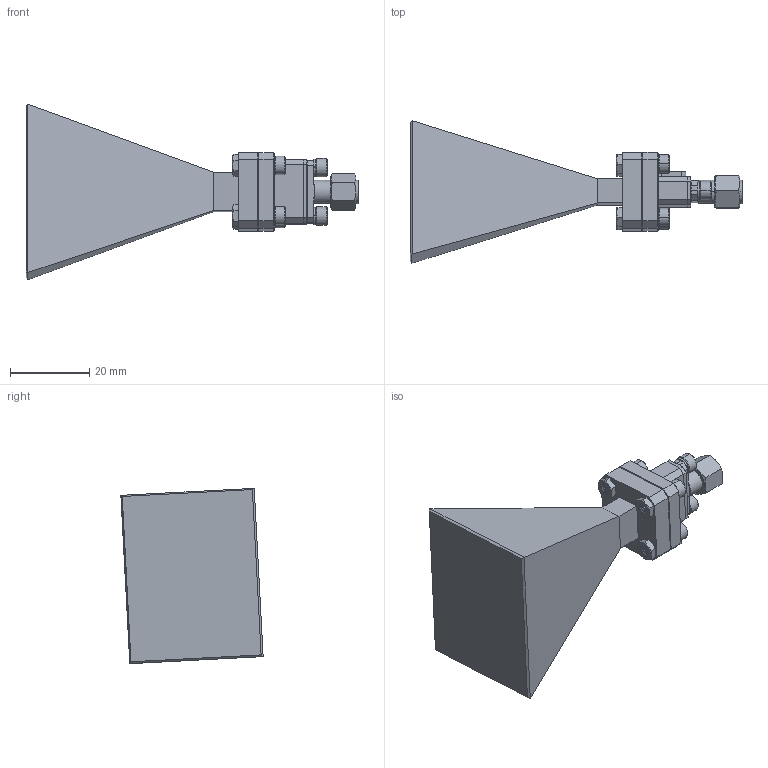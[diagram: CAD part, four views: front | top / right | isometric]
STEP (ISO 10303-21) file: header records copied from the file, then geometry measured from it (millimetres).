
FILE_DESCRIPTION (( 'STEP AP203' ), '1' );
FILE_NAME ('SAR-2013-28KM-E2.STEP', '2020-01-21T00:16:38', ( '' ), ( '' ), 'SwSTEP 2.0', 'SolidWorks 2020', '' );
FILE_SCHEMA (( 'CONFIG_CONTROL_DESIGN' ));
Length unit declared in the file: inch
Products named in the file (1): SAR-2013-28KM-E2
Bounding box: 83.62 x 35.83 x 44.16 mm (x, y, z)
Volume: 33462.7 mm3; surface area: 10654.2 mm2
Topology: 19 solids, 19 shells, 610 faces, 1310 edges, 752 vertices
Faces by surface type: plane 255, cone 213, cylinder 142
Entity records: 16585 total; most frequent: CARTESIAN_POINT 3364, DIRECTION 2848, ORIENTED_EDGE 2572, EDGE_CURVE 1286, AXIS2_PLACEMENT_3D 1074, VERTEX_POINT 752, LINE 700, VECTOR 700
